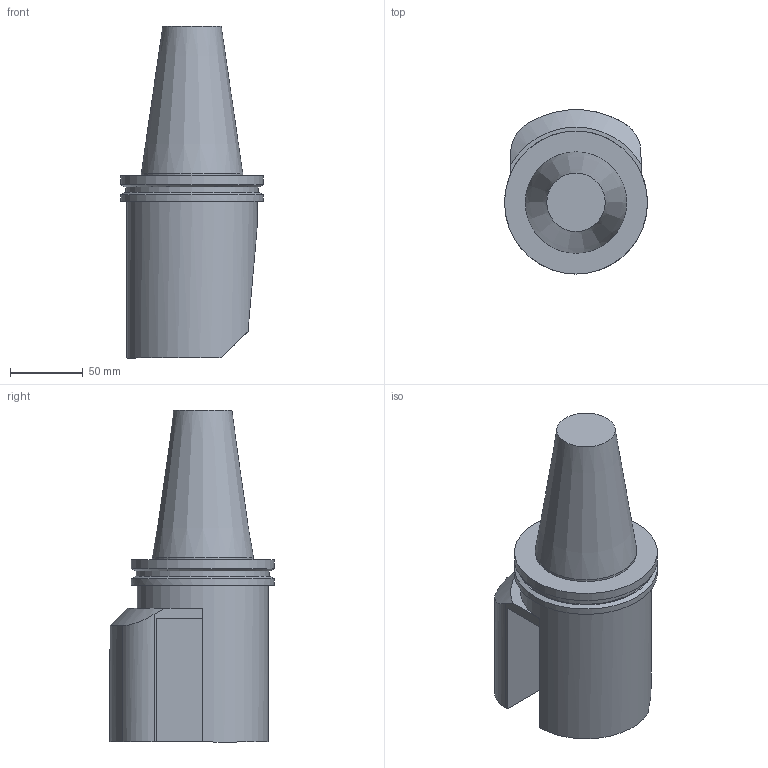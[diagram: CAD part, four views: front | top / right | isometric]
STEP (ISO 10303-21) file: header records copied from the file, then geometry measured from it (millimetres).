
FILE_DESCRIPTION((''),'1');
FILE_NAME('BCV50Y-180-BH1.250L-5.stp','2018-03-14T07:18:47',(''),(''),'Spatial Interop R21 SP3','Kubotek KeyCreator 2011 V10.0.2 (22737)',' ');
FILE_SCHEMA(('automotive_design'));
Length unit declared in the file: millimetre
Products named in the file (1): Unnamed[1]
Bounding box: 98.42 x 113.19 x 228.6 mm (x, y, z)
Volume: 1125777.4 mm3; surface area: 79168.4 mm2
Topology: 1 solids, 1 shells, 26 faces, 58 edges, 38 vertices
Faces by surface type: plane 14, cylinder 8, cone 4
Full cylindrical faces by diameter (mm): 69.85 x1, 90 x1, 91.29 x1, 98.425 x2
Entity records: 1302 total; most frequent: CARTESIAN_POINT 159, DIRECTION 123, PRESENTATION_STYLE_ASSIGNMENT 103, COLOUR_RGB 103, ORIENTED_EDGE 98, STYLED_ITEM 76, CURVE_STYLE 76, DRAUGHTING_PRE_DEFINED_CURVE_FONT 76
